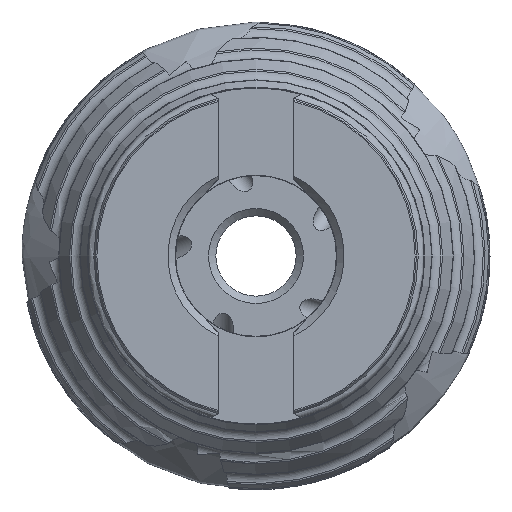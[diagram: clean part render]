
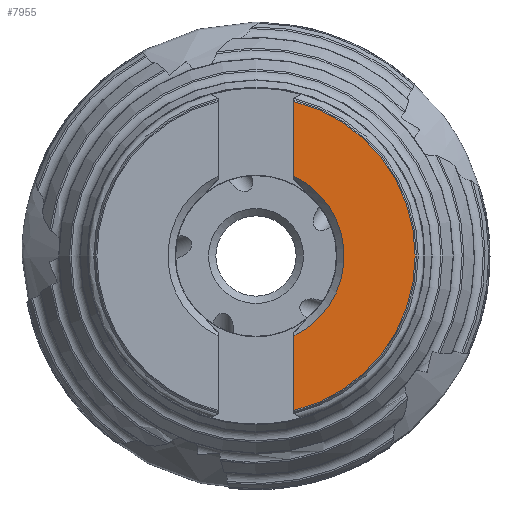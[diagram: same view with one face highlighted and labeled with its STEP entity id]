
A CAD part, left-side view. The second image highlights one B-rep face of the part: STEP entity #7955.
In plain terms, the highlighted planar face has unit normal (-1, 0, 0).
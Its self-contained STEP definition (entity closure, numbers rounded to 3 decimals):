
#622 = ORIENTED_EDGE ( 'NONE', *, *, #3647, .F. ) ;
#692 = DIRECTION ( 'NONE',  ( -1., 0., 0. ) ) ;
#942 = CARTESIAN_POINT ( 'NONE',  ( -43.65, 0., 0. ) ) ;
#1202 = EDGE_LOOP ( 'NONE', ( #622, #6634, #6563, #9552 ) ) ;
#1203 = AXIS2_PLACEMENT_3D ( 'NONE', #1926, #7101, #2678 ) ;
#1697 = DIRECTION ( 'NONE',  ( 0., 0., -1. ) ) ;
#1807 = FACE_OUTER_BOUND ( 'NONE', #1202, .T. ) ;
#1926 = CARTESIAN_POINT ( 'NONE',  ( -43.65, 0., 0. ) ) ;
#2032 = VECTOR ( 'NONE', #9528, 1000. ) ;
#2088 = EDGE_CURVE ( 'NONE', #6190, #8525, #7548, .T. ) ;
#2319 = AXIS2_PLACEMENT_3D ( 'NONE', #942, #6134, #1697 ) ;
#2535 = VECTOR ( 'NONE', #3613, 1000. ) ;
#2678 = DIRECTION ( 'NONE',  ( 0., 0., -1. ) ) ;
#3145 = AXIS2_PLACEMENT_3D ( 'NONE', #8092, #692, #5893 ) ;
#3613 = DIRECTION ( 'NONE',  ( 0., 0., 1. ) ) ;
#3647 = EDGE_CURVE ( 'NONE', #4254, #8525, #4527, .T. ) ;
#3650 = CARTESIAN_POINT ( 'NONE',  ( -43.65, -5.2, 21.16 ) ) ;
#4254 = VERTEX_POINT ( 'NONE', #5035 ) ;
#4315 = VERTEX_POINT ( 'NONE', #3650 ) ;
#4527 = LINE ( 'NONE', #5710, #2535 ) ;
#5035 = CARTESIAN_POINT ( 'NONE',  ( -43.65, -5.2, -21.16 ) ) ;
#5710 = CARTESIAN_POINT ( 'NONE',  ( -43.65, -5.2, -30. ) ) ;
#5893 = DIRECTION ( 'NONE',  ( 0., 0., 1. ) ) ;
#5932 = CARTESIAN_POINT ( 'NONE',  ( -43.65, -5.2, 10.898 ) ) ;
#5993 = LINE ( 'NONE', #8054, #2032 ) ;
#6134 = DIRECTION ( 'NONE',  ( 1., 0., 0. ) ) ;
#6190 = VERTEX_POINT ( 'NONE', #5932 ) ;
#6550 = CIRCLE ( 'NONE', #1203, 21.79 ) ;
#6563 = ORIENTED_EDGE ( 'NONE', *, *, #7917, .F. ) ;
#6634 = ORIENTED_EDGE ( 'NONE', *, *, #6977, .F. ) ;
#6977 = EDGE_CURVE ( 'NONE', #4315, #4254, #6550, .T. ) ;
#7101 = DIRECTION ( 'NONE',  ( 1., 0., 0. ) ) ;
#7548 = CIRCLE ( 'NONE', #2319, 12.075 ) ;
#7917 = EDGE_CURVE ( 'NONE', #6190, #4315, #5993, .T. ) ;
#7955 = ADVANCED_FACE ( 'NONE', ( #1807 ), #9600, .T. ) ;
#8054 = CARTESIAN_POINT ( 'NONE',  ( -43.65, -5.2, -30. ) ) ;
#8092 = CARTESIAN_POINT ( 'NONE',  ( -43.65, 21.79, 0. ) ) ;
#8300 = CARTESIAN_POINT ( 'NONE',  ( -43.65, -5.2, -10.898 ) ) ;
#8525 = VERTEX_POINT ( 'NONE', #8300 ) ;
#9528 = DIRECTION ( 'NONE',  ( 0., 0., 1. ) ) ;
#9552 = ORIENTED_EDGE ( 'NONE', *, *, #2088, .T. ) ;
#9600 = PLANE ( 'NONE',  #3145 ) ;
